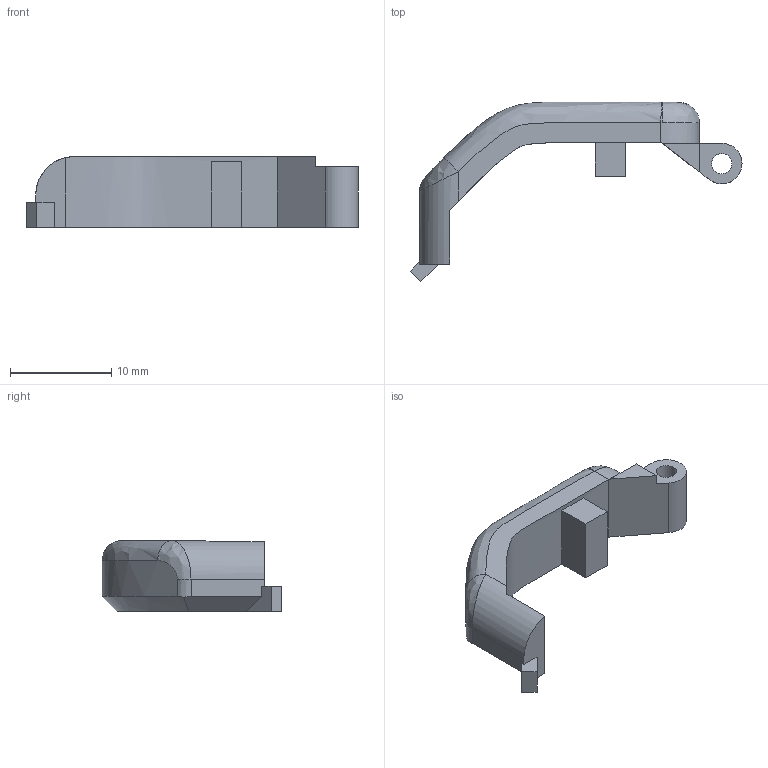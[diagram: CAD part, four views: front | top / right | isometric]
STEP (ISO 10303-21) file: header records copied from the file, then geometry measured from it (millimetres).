
FILE_DESCRIPTION(/* description */ (''),/* implementation_level */ '2;1');
FILE_NAME(/* name */ 'L1_Shoulder v16(Mirror).step',/* time_stamp */ '2023-06-25T16:07:01-07:00',/* author */ (''),/* organization */ (''),/* preprocessor_version */ 'ST-DEVELOPER v19.2',/* originating_system */ 'Autodesk Translation Framework v12.6.0.85',/* authorisation */ '');
FILE_SCHEMA (('AUTOMOTIVE_DESIGN { 1 0 10303 214 3 1 1 }'));
Length unit declared in the file: millimetre
Products named in the file (1): L1_Shoulder v16(Mirror)
Bounding box: 32.76 x 17.75 x 7 mm (x, y, z)
Volume: 1006.5 mm3; surface area: 944.8 mm2
Topology: 1 solids, 1 shells, 37 faces, 98 edges, 63 vertices
Faces by surface type: plane 23, bspline 8, cylinder 5, cone 1
Full cylindrical faces by diameter (mm): 2 x1
Entity records: 1576 total; most frequent: CARTESIAN_POINT 676, ORIENTED_EDGE 196, DIRECTION 151, EDGE_CURVE 98, VERTEX_POINT 63, LINE 61, VECTOR 61, AXIS2_PLACEMENT_3D 45
